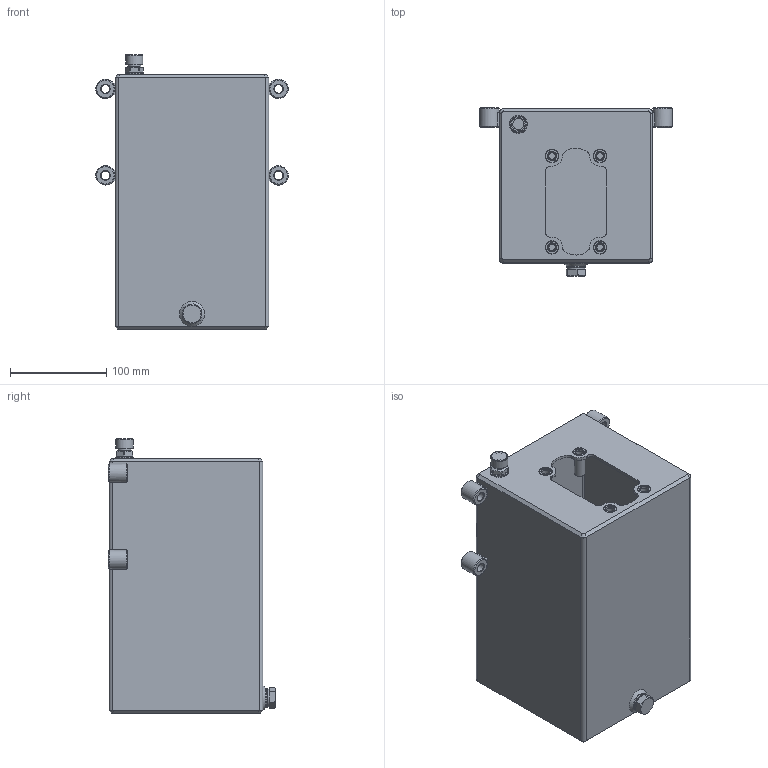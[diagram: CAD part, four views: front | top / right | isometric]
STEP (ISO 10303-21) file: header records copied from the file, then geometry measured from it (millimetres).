
FILE_DESCRIPTION(/* description */ ('Unknown'),/* implementation_level */ '2;1');
FILE_NAME(/* name */ 'SR06FE160',/* time_stamp */ '2024-11-28T10:12:32+01:00',/* author */ ('Unknown'),/* organization */ ('Unknown'),/* preprocessor_version */ 'ST-DEVELOPER v19.4',/* originating_system */ 'Solid Edge',/* authorisation */ 'Unknown');
FILE_SCHEMA (('AUTOMOTIVE_DESIGN {1 0 10303 214 3 1 1}'));
Length unit declared in the file: millimetre
Products named in the file (1): SR06FE160
Bounding box: 200 x 174.5 x 285.6 mm (x, y, z)
Volume: 648448.5 mm3; surface area: 431497.6 mm2
Topology: 2 solids, 4 shells, 264 faces, 608 edges, 377 vertices
Faces by surface type: plane 124, cylinder 70, cone 47, torus 21, bspline 2
Full cylindrical faces by diameter (mm): 5.8 x1, 6.647 x8, 9 x4, 9.15 x4, 10.5 x1, 10.88 x4, 10.9 x4, 13.157 x2, 13.2 x4, 13.5 x3, 15 x1, 16.8 x1, 17 x1, 18 x1, 19 x2, 20 x6, 20.1 x1
Entity records: 8426 total; most frequent: DIRECTION 1209, CARTESIAN_POINT 1165, ORIENTED_EDGE 914, AXIS2_PLACEMENT_3D 503, EDGE_CURVE 457, EDGE_LOOP 412, FACE_BOUND 412, VERTEX_POINT 333
